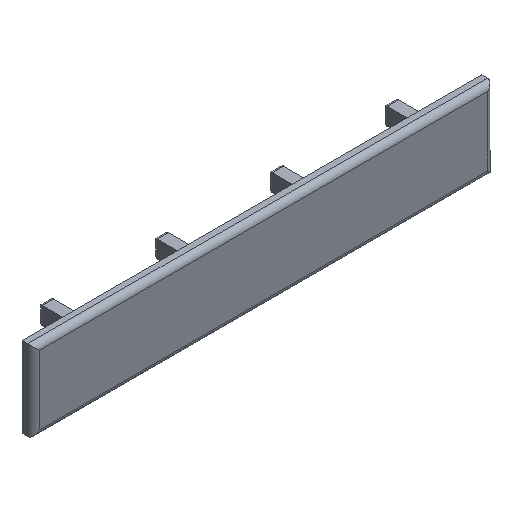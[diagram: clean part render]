
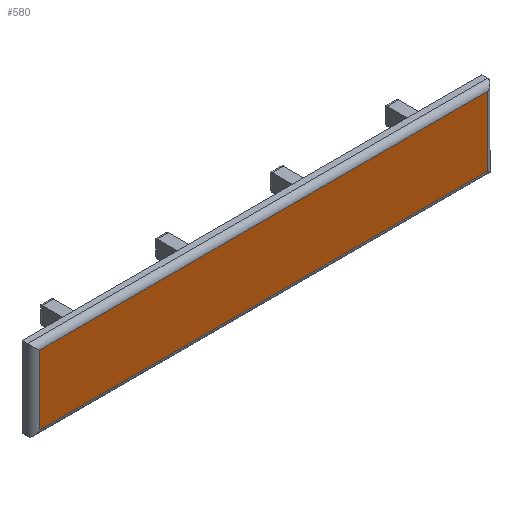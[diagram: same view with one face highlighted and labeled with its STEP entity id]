
A CAD part, isometric view. The second image highlights one B-rep face of the part: STEP entity #580.
In plain terms, the highlighted planar face has unit normal (0, -1, 0).
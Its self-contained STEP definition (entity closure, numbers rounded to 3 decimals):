
#29 = CARTESIAN_POINT ( 'NONE',  ( 79., -2., -13. ) ) ;
#170 = CARTESIAN_POINT ( 'NONE',  ( 79., -2., 0. ) ) ;
#209 = CARTESIAN_POINT ( 'NONE',  ( 79., -2., -1. ) ) ;
#336 = VERTEX_POINT ( 'NONE', #1100 ) ;
#356 = VECTOR ( 'NONE', #1126, 1000. ) ;
#359 = ORIENTED_EDGE ( 'NONE', *, *, #1214, .T. ) ;
#570 = EDGE_CURVE ( 'NONE', #336, #910, #730, .T. ) ;
#572 = PLANE ( 'NONE',  #1827 ) ;
#580 = ADVANCED_FACE ( 'NONE', ( #1980 ), #572, .T. ) ;
#581 = CARTESIAN_POINT ( 'NONE',  ( 0., -2., -1. ) ) ;
#685 = EDGE_CURVE ( 'NONE', #1768, #797, #1433, .T. ) ;
#730 = LINE ( 'NONE', #1053, #870 ) ;
#735 = DIRECTION ( 'NONE',  ( 0., -1., 0. ) ) ;
#752 = EDGE_LOOP ( 'NONE', ( #1613, #359, #1260, #1085 ) ) ;
#797 = VERTEX_POINT ( 'NONE', #209 ) ;
#811 = VECTOR ( 'NONE', #2023, 1000. ) ;
#870 = VECTOR ( 'NONE', #1356, 1000. ) ;
#877 = LINE ( 'NONE', #581, #356 ) ;
#910 = VERTEX_POINT ( 'NONE', #1680 ) ;
#917 = CARTESIAN_POINT ( 'NONE',  ( 0., -2., 0. ) ) ;
#953 = DIRECTION ( 'NONE',  ( 0., 0., 1. ) ) ;
#1053 = CARTESIAN_POINT ( 'NONE',  ( 1., -2., -14. ) ) ;
#1085 = ORIENTED_EDGE ( 'NONE', *, *, #1273, .T. ) ;
#1100 = CARTESIAN_POINT ( 'NONE',  ( 1., -2., -1. ) ) ;
#1126 = DIRECTION ( 'NONE',  ( -1., 0., 0. ) ) ;
#1200 = DIRECTION ( 'NONE',  ( 0., 0., -1. ) ) ;
#1214 = EDGE_CURVE ( 'NONE', #797, #336, #877, .T. ) ;
#1260 = ORIENTED_EDGE ( 'NONE', *, *, #570, .T. ) ;
#1273 = EDGE_CURVE ( 'NONE', #910, #1768, #1691, .T. ) ;
#1356 = DIRECTION ( 'NONE',  ( 0., 0., -1. ) ) ;
#1386 = CARTESIAN_POINT ( 'NONE',  ( 80., -2., -13. ) ) ;
#1433 = LINE ( 'NONE', #170, #1986 ) ;
#1613 = ORIENTED_EDGE ( 'NONE', *, *, #685, .T. ) ;
#1680 = CARTESIAN_POINT ( 'NONE',  ( 1., -2., -13. ) ) ;
#1691 = LINE ( 'NONE', #1386, #811 ) ;
#1768 = VERTEX_POINT ( 'NONE', #29 ) ;
#1827 = AXIS2_PLACEMENT_3D ( 'NONE', #917, #735, #1200 ) ;
#1980 = FACE_OUTER_BOUND ( 'NONE', #752, .T. ) ;
#1986 = VECTOR ( 'NONE', #953, 1000. ) ;
#2023 = DIRECTION ( 'NONE',  ( 1., 0., 0. ) ) ;
